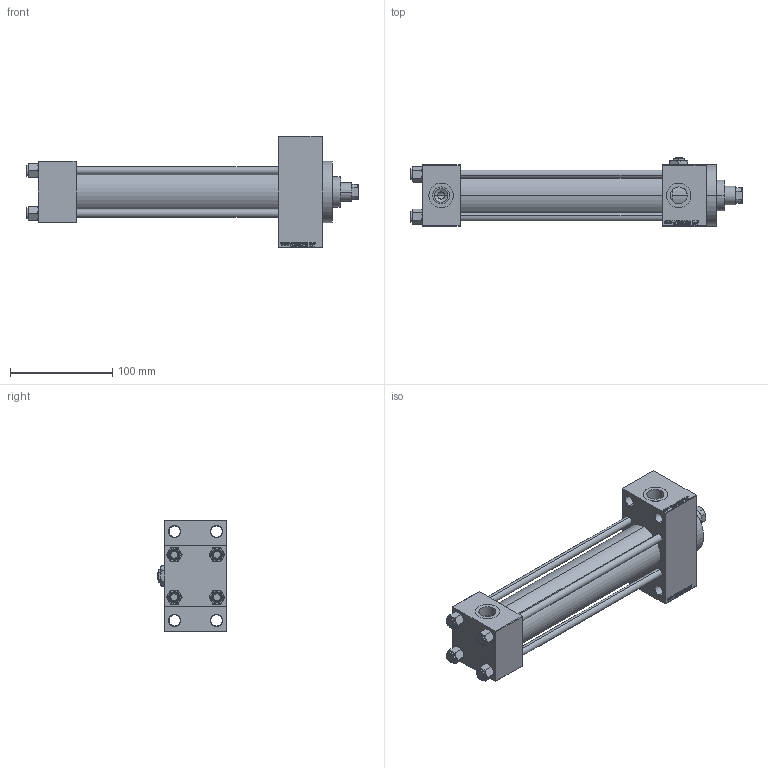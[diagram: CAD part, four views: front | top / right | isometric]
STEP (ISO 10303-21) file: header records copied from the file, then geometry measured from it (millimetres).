
FILE_DESCRIPTION (( 'STEP AP203' ), '1' );
FILE_NAME ('f383.STEP', '2022-04-16T05:56:48', ( '' ), ( '' ), 'SwSTEP 2.0', 'SolidWorks 2019', '' );
FILE_SCHEMA (( 'CONFIG_CONTROL_DESIGN' ));
Length unit declared in the file: millimetre
Products named in the file (7): f383; V215CR_D_TYCINKA bdd932aaeb0a34a57406a190e5f2f771; Zatka_pro_OIL_PORT bdd932aaeb0a34a57406a190e5f2f771; NUT_M5_D bdd932aaeb0a34a57406a190e5f2f771; V215CR_VCP_D bdd932aaeb0a34a57406a190e5f2f771; V215CR_D_Body bdd932aaeb0a34a57406a190e5f2f771; V215_VC_A bdd932aaeb0a34a57406a190e5f2f771
Assembly tree (12 placements, depth 2):
  f383
    V215CR_D_Body bdd932aaeb0a34a57406a190e5f2f771
    V215CR_VCP_D bdd932aaeb0a34a57406a190e5f2f771
    NUT_M5_D bdd932aaeb0a34a57406a190e5f2f771  x4
    V215CR_D_TYCINKA bdd932aaeb0a34a57406a190e5f2f771  x4
    V215_VC_A bdd932aaeb0a34a57406a190e5f2f771
    Zatka_pro_OIL_PORT bdd932aaeb0a34a57406a190e5f2f771
Bounding box: 325 x 67 x 109 mm (x, y, z)
Volume: 632388.4 mm3; surface area: 183231.2 mm2
Topology: 12 solids, 12 shells, 1160 faces, 2885 edges, 1863 vertices
Faces by surface type: plane 524, bspline 368, cone 164, cylinder 96, torus 8
Entity records: 49177 total; most frequent: CARTESIAN_POINT 25677, ORIENTED_EDGE 5262, DIRECTION 3439, EDGE_CURVE 2631, VERTEX_POINT 1719, LINE 1551, VECTOR 1551, EDGE_LOOP 1176
